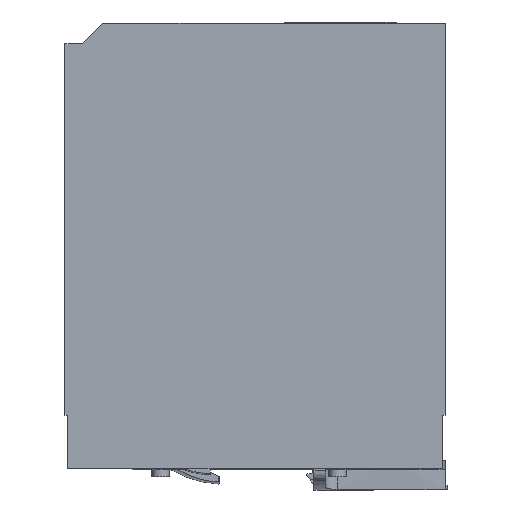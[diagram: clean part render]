
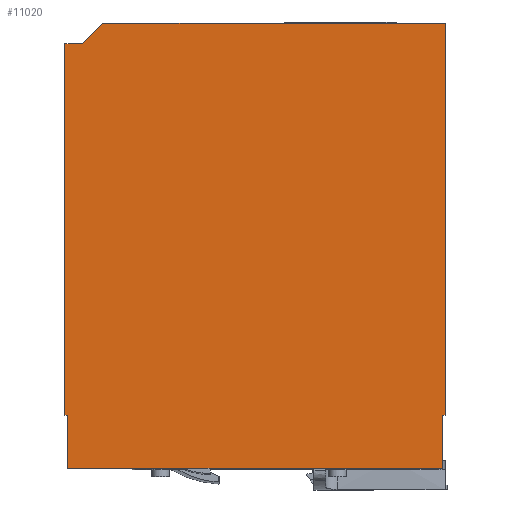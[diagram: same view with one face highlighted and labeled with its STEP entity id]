
A CAD part, left-side view. The second image highlights one B-rep face of the part: STEP entity #11020.
In plain terms, the highlighted planar face has unit normal (-1, 0, 0).
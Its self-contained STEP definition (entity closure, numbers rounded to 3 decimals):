
#10150=CARTESIAN_POINT('',(0.,66.,89.35));
#10160=DIRECTION('',(-1.,0.,0.));
#10170=DIRECTION('',(0.,-1.,0.));
#10180=AXIS2_PLACEMENT_3D('',#10150,#10160,#10170);
#10190=PLANE('',#10180);
#10200=CARTESIAN_POINT('',(0.,0.65,
83.175));
#10210=DIRECTION('',(0.,0.,-1.));
#10220=VECTOR('',#10210,1.);
#10230=LINE('',#10200,#10220);
#10240=CARTESIAN_POINT('',(0.,0.65,159.675
));
#10250=VERTEX_POINT('',#10240);
#10260=CARTESIAN_POINT('',(0.,0.65,
25.675));
#10270=VERTEX_POINT('',#10260);
#10280=EDGE_CURVE('',#10250,#10270,#10230,.T.);
#10290=ORIENTED_EDGE('',*,*,#10280,.F.);
#10300=CARTESIAN_POINT('',(0.,65.65,25.675));
#10310=DIRECTION('',(0.,-1.,0.));
#10320=VECTOR('',#10310,1.);
#10330=LINE('',#10300,#10320);
#10340=CARTESIAN_POINT('',(0.,1.65,
25.675));
#10350=VERTEX_POINT('',#10340);
#10360=EDGE_CURVE('',#10350,#10270,#10330,.T.);
#10370=ORIENTED_EDGE('',*,*,#10360,.T.);
#10380=CARTESIAN_POINT('',(0.,1.65,
83.175));
#10390=DIRECTION('',(0.,0.,1.));
#10400=VECTOR('',#10390,1.);
#10410=LINE('',#10380,#10400);
#10420=CARTESIAN_POINT('',(0.,1.65,
7.675));
#10430=VERTEX_POINT('',#10420);
#10440=EDGE_CURVE('',#10430,#10350,#10410,.T.);
#10450=ORIENTED_EDGE('',*,*,#10440,.T.);
#10460=CARTESIAN_POINT('',(0.,65.65,7.675));
#10470=DIRECTION('',(0.,1.,0.));
#10480=VECTOR('',#10470,1.);
#10490=LINE('',#10460,#10480);
#10500=CARTESIAN_POINT('',(0.,129.65,7.675));
#10510=VERTEX_POINT('',#10500);
#10520=EDGE_CURVE('',#10430,#10510,#10490,.T.);
#10530=ORIENTED_EDGE('',*,*,#10520,.F.);
#10540=CARTESIAN_POINT('',(0.,129.65,83.175))
;
#10550=DIRECTION('',(0.,0.,1.));
#10560=VECTOR('',#10550,1.);
#10570=LINE('',#10540,#10560);
#10580=CARTESIAN_POINT('',(0.,129.65,25.675))
;
#10590=VERTEX_POINT('',#10580);
#10600=EDGE_CURVE('',#10510,#10590,#10570,.T.);
#10610=ORIENTED_EDGE('',*,*,#10600,.F.);
#10620=CARTESIAN_POINT('',(0.,65.65,25.675));
#10630=DIRECTION('',(0.,-1.,0.));
#10640=VECTOR('',#10630,1.);
#10650=LINE('',#10620,#10640);
#10660=CARTESIAN_POINT('',(0.,130.65,25.675))
;
#10670=VERTEX_POINT('',#10660);
#10680=EDGE_CURVE('',#10670,#10590,#10650,.T.);
#10690=ORIENTED_EDGE('',*,*,#10680,.T.);
#10700=CARTESIAN_POINT('',(0.,130.65,83.175))
;
#10710=DIRECTION('',(0.,0.,1.));
#10720=VECTOR('',#10710,1.);
#10730=LINE('',#10700,#10720);
#10740=CARTESIAN_POINT('',(0.,130.65,152.675));
#10750=VERTEX_POINT('',#10740);
#10760=EDGE_CURVE('',#10670,#10750,#10730,.T.);
#10770=ORIENTED_EDGE('',*,*,#10760,.F.);
#10780=CARTESIAN_POINT('',(0.,129.15,152.675));
#10790=DIRECTION('',(0.,-1.,0.));
#10800=VECTOR('',#10790,1.);
#10810=LINE('',#10780,#10800);
#10820=CARTESIAN_POINT('',(0.,124.65,152.675)
);
#10830=VERTEX_POINT('',#10820);
#10840=EDGE_CURVE('',#10750,#10830,#10810,.T.);
#10850=ORIENTED_EDGE('',*,*,#10840,.F.);
#10860=CARTESIAN_POINT('',(0.,124.504,
152.821));
#10870=DIRECTION('',(0.,-0.707,0.707));
#10880=VECTOR('',#10870,1.);
#10890=LINE('',#10860,#10880);
#10900=CARTESIAN_POINT('',(0.,117.65,159.675)
);
#10910=VERTEX_POINT('',#10900);
#10920=EDGE_CURVE('',#10830,#10910,#10890,.T.);
#10930=ORIENTED_EDGE('',*,*,#10920,.F.);
#10940=CARTESIAN_POINT('',(0.,66.,159.675));
#10950=DIRECTION('',(0.,1.,0.));
#10960=VECTOR('',#10950,1.);
#10970=LINE('',#10940,#10960);
#10980=EDGE_CURVE('',#10250,#10910,#10970,.T.);
#10990=ORIENTED_EDGE('',*,*,#10980,.T.);
#11000=EDGE_LOOP('',(#10990,#10930,#10850,#10770,#10690,#10610,#10530,
#10450,#10370,#10290));
#11010=FACE_OUTER_BOUND('',#11000,.T.);
#11020=ADVANCED_FACE('',(#11010),#10190,.T.);
